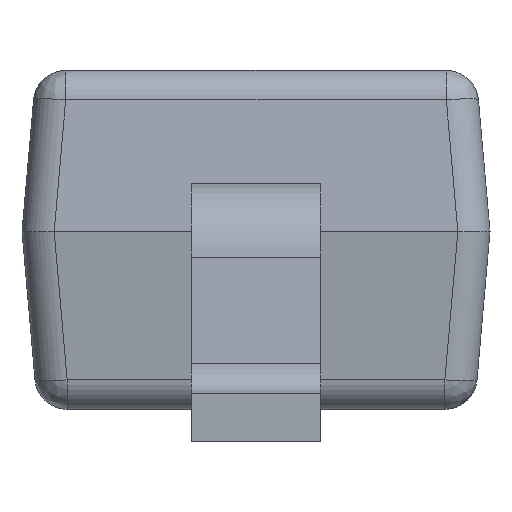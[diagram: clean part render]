
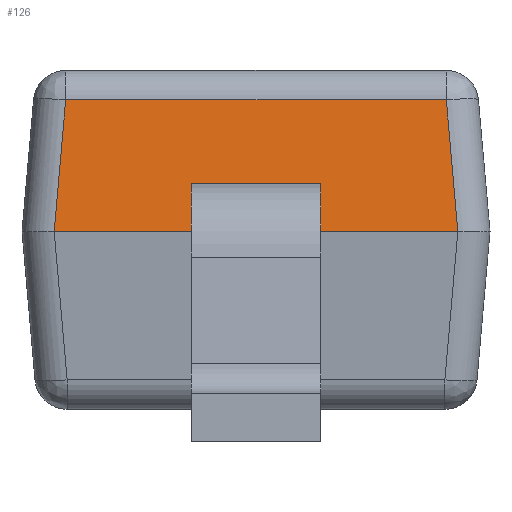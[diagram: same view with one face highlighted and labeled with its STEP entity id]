
A CAD part, left-side view. The second image highlights one B-rep face of the part: STEP entity #126.
In plain terms, the highlighted planar face has unit normal (-0.996, 0, 0.087).
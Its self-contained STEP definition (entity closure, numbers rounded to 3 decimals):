
#126=ADVANCED_FACE('',(#704),#706,.T.);
#704=FACE_BOUND('',#705,.T.);
#705=EDGE_LOOP('',(#1257,#1258,#1259,#1260));
#706=PLANE('',#707);
#707=AXIS2_PLACEMENT_3D('',#708,#709,#710);
#708=CARTESIAN_POINT('',(-0.9,0.725,0.65));
#709=DIRECTION('',(-0.996,0.,0.087));
#710=DIRECTION('',(0.,-1.,0.));
#1257=ORIENTED_EDGE('',*,*,#1547,.F.);
#1258=ORIENTED_EDGE('',*,*,#1548,.F.);
#1259=ORIENTED_EDGE('',*,*,#1549,.T.);
#1260=ORIENTED_EDGE('',*,*,#1550,.T.);
#1547=EDGE_CURVE('',#1713,#1714,#1715,.T.);
#1548=EDGE_CURVE('',#1716,#1713,#1717,.T.);
#1549=EDGE_CURVE('',#1716,#1718,#1719,.T.);
#1550=EDGE_CURVE('',#1718,#1714,#1720,.T.);
#1713=VERTEX_POINT('',#1999);
#1714=VERTEX_POINT('',#2000);
#1715=LINE('',#2001,#2002);
#1716=VERTEX_POINT('',#2004);
#1717=LINE('',#2005,#2006);
#1718=VERTEX_POINT('',#2008);
#1719=LINE('',#2009,#2010);
#1720=LINE('',#2012,#2013);
#1999=CARTESIAN_POINT('',(-0.864,0.59,1.059));
#2000=CARTESIAN_POINT('',(-0.864,-0.59,1.059));
#2001=CARTESIAN_POINT('',(-0.864,0.59,1.059));
#2002=VECTOR('',#2003,1.);
#2003=DIRECTION('',(0.,-1.,0.));
#2004=CARTESIAN_POINT('',(-0.9,0.625,0.65));
#2005=CARTESIAN_POINT('',(-0.9,0.625,0.65));
#2006=VECTOR('',#2007,1.);
#2007=DIRECTION('',(0.087,-0.087,0.992));
#2008=CARTESIAN_POINT('',(-0.9,-0.625,0.65));
#2009=CARTESIAN_POINT('',(-0.9,0.625,0.65));
#2010=VECTOR('',#2011,1.);
#2011=DIRECTION('',(0.,-1.,0.));
#2012=CARTESIAN_POINT('',(-0.9,-0.625,0.65));
#2013=VECTOR('',#2014,1.);
#2014=DIRECTION('',(0.087,0.087,0.992));
